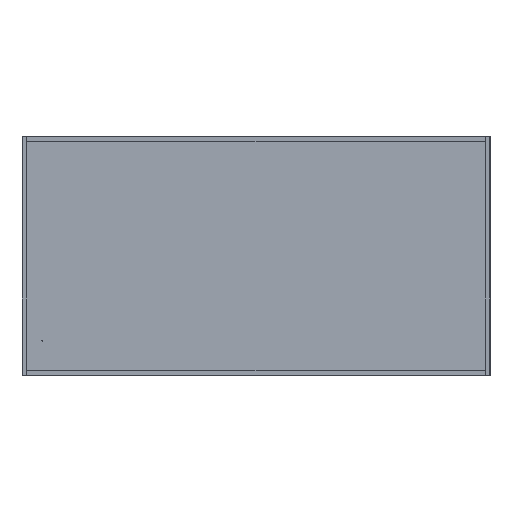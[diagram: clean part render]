
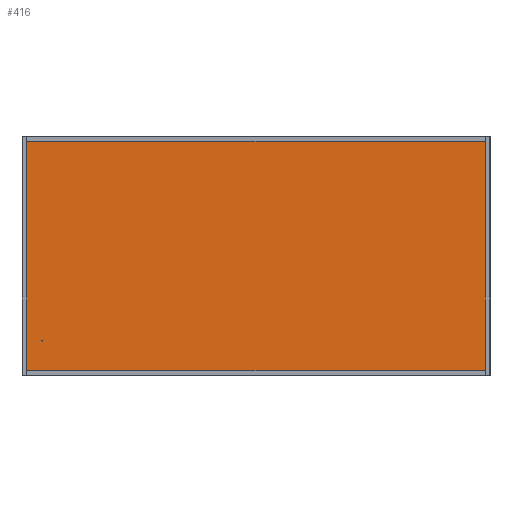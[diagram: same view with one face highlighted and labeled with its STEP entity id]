
A CAD part, top view. The second image highlights one B-rep face of the part: STEP entity #416.
In plain terms, the highlighted planar face has unit normal (0, 0, 1).
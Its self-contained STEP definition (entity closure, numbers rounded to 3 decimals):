
#287 = VERTEX_POINT('',#288);
#288 = CARTESIAN_POINT('',(-102.,-52.,2.));
#294 = EDGE_CURVE('',#287,#295,#297,.T.);
#295 = VERTEX_POINT('',#296);
#296 = CARTESIAN_POINT('',(102.,-52.,2.));
#297 = LINE('',#298,#299);
#298 = CARTESIAN_POINT('',(-102.,-52.,2.));
#299 = VECTOR('',#300,1.);
#300 = DIRECTION('',(1.,0.,0.));
#325 = EDGE_CURVE('',#295,#326,#328,.T.);
#326 = VERTEX_POINT('',#327);
#327 = CARTESIAN_POINT('',(102.,52.,2.));
#328 = LINE('',#329,#330);
#329 = CARTESIAN_POINT('',(102.,-52.,2.));
#330 = VECTOR('',#331,1.);
#331 = DIRECTION('',(0.,1.,0.));
#356 = EDGE_CURVE('',#326,#357,#359,.T.);
#357 = VERTEX_POINT('',#358);
#358 = CARTESIAN_POINT('',(-102.,52.,2.));
#359 = LINE('',#360,#361);
#360 = CARTESIAN_POINT('',(102.,52.,2.));
#361 = VECTOR('',#362,1.);
#362 = DIRECTION('',(-1.,0.,0.));
#387 = EDGE_CURVE('',#357,#287,#388,.T.);
#388 = LINE('',#389,#390);
#389 = CARTESIAN_POINT('',(-102.,52.,2.));
#390 = VECTOR('',#391,1.);
#391 = DIRECTION('',(0.,-1.,0.));
#416 = ADVANCED_FACE('',(#417),#423,.T.);
#417 = FACE_BOUND('',#418,.T.);
#418 = EDGE_LOOP('',(#419,#420,#421,#422));
#419 = ORIENTED_EDGE('',*,*,#294,.T.);
#420 = ORIENTED_EDGE('',*,*,#325,.T.);
#421 = ORIENTED_EDGE('',*,*,#356,.T.);
#422 = ORIENTED_EDGE('',*,*,#387,.T.);
#423 = PLANE('',#424);
#424 = AXIS2_PLACEMENT_3D('',#425,#426,#427);
#425 = CARTESIAN_POINT('',(0.,0.,2.));
#426 = DIRECTION('',(0.,0.,1.));
#427 = DIRECTION('',(1.,0.,-0.));
